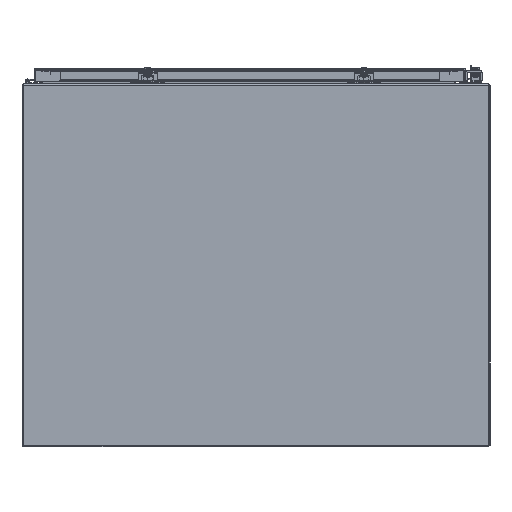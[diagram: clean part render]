
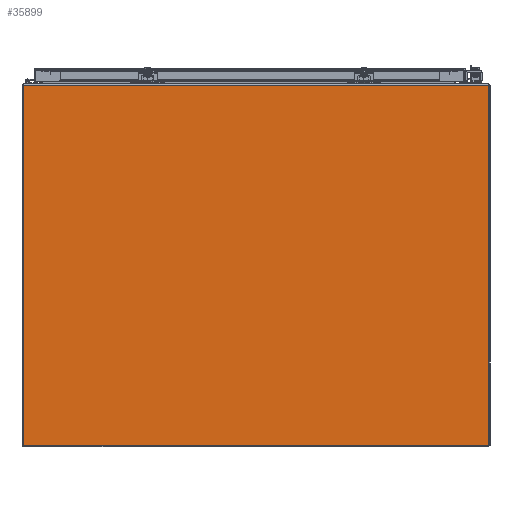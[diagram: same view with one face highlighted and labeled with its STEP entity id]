
A CAD part, front view. The second image highlights one B-rep face of the part: STEP entity #35899.
In plain terms, the highlighted face is planar.
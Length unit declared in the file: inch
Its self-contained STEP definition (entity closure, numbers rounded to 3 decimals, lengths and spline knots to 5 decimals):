
#666 = EDGE_CURVE ( 'NONE', #33187, #44665, #24789, .T. ) ;
#1299 = EDGE_CURVE ( 'NONE', #33187, #55409, #5891, .T. ) ;
#1375 = CARTESIAN_POINT ( 'NONE',  ( 15.4688, 12.01565, 0.0937 ) ) ;
#2935 = EDGE_LOOP ( 'NONE', ( #27195, #47370, #71411, #12993 ) ) ;
#3011 = DIRECTION ( 'NONE',  ( 0., -1., 0. ) ) ;
#5891 = LINE ( 'NONE', #66885, #35473 ) ;
#6220 = EDGE_CURVE ( 'NONE', #67733, #44665, #39169, .T. ) ;
#7180 = EDGE_CURVE ( 'NONE', #55409, #67733, #71281, .T. ) ;
#12993 = ORIENTED_EDGE ( 'NONE', *, *, #1299, .F. ) ;
#17179 = CARTESIAN_POINT ( 'NONE',  ( 0., 0., 0.0937 ) ) ;
#18989 = CARTESIAN_POINT ( 'NONE',  ( -15.4688, 12.01565, 0.0937 ) ) ;
#20445 = VECTOR ( 'NONE', #24394, 39.37008 ) ;
#22827 = DIRECTION ( 'NONE',  ( 1., 0., 0. ) ) ;
#24010 = CARTESIAN_POINT ( 'NONE',  ( -7.7344, -11.8907, 0.0937 ) ) ;
#24394 = DIRECTION ( 'NONE',  ( 1., 0., 0. ) ) ;
#24789 = LINE ( 'NONE', #24010, #20445 ) ;
#27195 = ORIENTED_EDGE ( 'NONE', *, *, #666, .T. ) ;
#30286 = CARTESIAN_POINT ( 'NONE',  ( 15.4688, -11.8907, 0.0937 ) ) ;
#33187 = VERTEX_POINT ( 'NONE', #33926 ) ;
#33926 = CARTESIAN_POINT ( 'NONE',  ( -15.4688, -11.8907, 0.0937 ) ) ;
#35473 = VECTOR ( 'NONE', #68718, 39.37008 ) ;
#35899 = ADVANCED_FACE ( 'NONE', ( #39069 ), #50253, .T. ) ;
#39069 = FACE_OUTER_BOUND ( 'NONE', #2935, .T. ) ;
#39169 = LINE ( 'NONE', #1375, #66977 ) ;
#41744 = VECTOR ( 'NONE', #71352, 39.37008 ) ;
#44665 = VERTEX_POINT ( 'NONE', #30286 ) ;
#46925 = AXIS2_PLACEMENT_3D ( 'NONE', #17179, #56232, #22827 ) ;
#47370 = ORIENTED_EDGE ( 'NONE', *, *, #6220, .F. ) ;
#50253 = PLANE ( 'NONE',  #46925 ) ;
#55409 = VERTEX_POINT ( 'NONE', #18989 ) ;
#56232 = DIRECTION ( 'NONE',  ( 0., 0., 1. ) ) ;
#60067 = CARTESIAN_POINT ( 'NONE',  ( 15.4688, 12.01565, 0.0937 ) ) ;
#66885 = CARTESIAN_POINT ( 'NONE',  ( -15.4688, -12.01565, 0.0937 ) ) ;
#66977 = VECTOR ( 'NONE', #3011, 39.37008 ) ;
#67733 = VERTEX_POINT ( 'NONE', #60067 ) ;
#68718 = DIRECTION ( 'NONE',  ( 0., 1., 0. ) ) ;
#71165 = CARTESIAN_POINT ( 'NONE',  ( -15.4688, 12.01565, 0.0937 ) ) ;
#71281 = LINE ( 'NONE', #71165, #41744 ) ;
#71352 = DIRECTION ( 'NONE',  ( 1., 0., 0. ) ) ;
#71411 = ORIENTED_EDGE ( 'NONE', *, *, #7180, .F. ) ;
